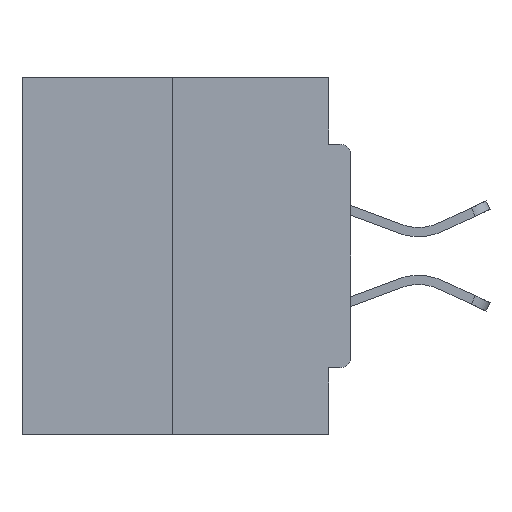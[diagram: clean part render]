
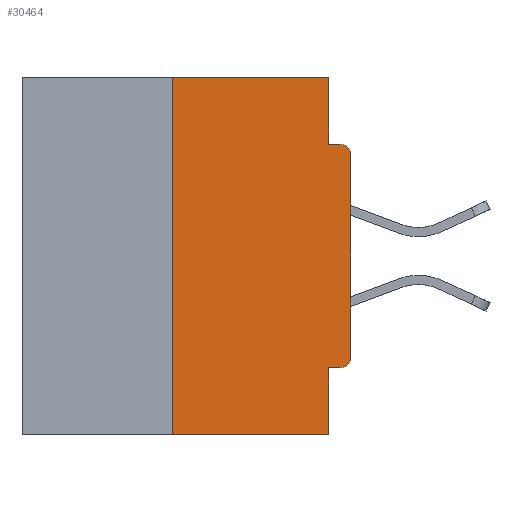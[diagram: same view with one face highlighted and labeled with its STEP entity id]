
A CAD part, left-side view. The second image highlights one B-rep face of the part: STEP entity #30464.
In plain terms, the highlighted planar face has unit normal (-1, 0, 0).
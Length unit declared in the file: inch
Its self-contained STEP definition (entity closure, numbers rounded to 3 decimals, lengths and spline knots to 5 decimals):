
#234 = VERTEX_POINT ( 'NONE', #19694 ) ;
#244 = DIRECTION ( 'NONE',  ( 0., 0., 1. ) ) ;
#611 = VERTEX_POINT ( 'NONE', #11606 ) ;
#819 = VECTOR ( 'NONE', #244, 39.37008 ) ;
#1120 = ORIENTED_EDGE ( 'NONE', *, *, #10138, .T. ) ;
#1638 = DIRECTION ( 'NONE',  ( 1., 0., 0. ) ) ;
#1746 = LINE ( 'NONE', #19115, #19045 ) ;
#2433 = VERTEX_POINT ( 'NONE', #16736 ) ;
#3528 = EDGE_CURVE ( 'NONE', #19886, #18633, #4820, .T. ) ;
#4038 = LINE ( 'NONE', #9202, #21086 ) ;
#4414 = DIRECTION ( 'NONE',  ( 0., -1., 0. ) ) ;
#4596 = LINE ( 'NONE', #7402, #26847 ) ;
#4740 = LINE ( 'NONE', #27537, #819 ) ;
#4820 = LINE ( 'NONE', #19389, #31616 ) ;
#5670 = EDGE_CURVE ( 'NONE', #20268, #15816, #4596, .T. ) ;
#5710 = ORIENTED_EDGE ( 'NONE', *, *, #19117, .T. ) ;
#6312 = ORIENTED_EDGE ( 'NONE', *, *, #29685, .F. ) ;
#6440 = CARTESIAN_POINT ( 'NONE',  ( 0., 0.031, -0.5 ) ) ;
#6531 = DIRECTION ( 'NONE',  ( 0., 0., -1. ) ) ;
#6623 = DIRECTION ( 'NONE',  ( -1., 0., 0. ) ) ;
#6706 = LINE ( 'NONE', #20058, #29474 ) ;
#7170 = CARTESIAN_POINT ( 'NONE',  ( 0., 0.031, 0. ) ) ;
#7287 = ORIENTED_EDGE ( 'NONE', *, *, #23058, .T. ) ;
#7402 = CARTESIAN_POINT ( 'NONE',  ( 0., 0.031, -0.5 ) ) ;
#8638 = CARTESIAN_POINT ( 'NONE',  ( 0., 0.015, -0.0935 ) ) ;
#9202 = CARTESIAN_POINT ( 'NONE',  ( 0., 0.46, -0.5 ) ) ;
#9480 = DIRECTION ( 'NONE',  ( 0., -1., 0. ) ) ;
#9570 = CIRCLE ( 'NONE', #26421, 0.015 ) ;
#9986 = DIRECTION ( 'NONE',  ( 0., 1., 0. ) ) ;
#10138 = EDGE_CURVE ( 'NONE', #234, #15816, #4038, .T. ) ;
#11602 = AXIS2_PLACEMENT_3D ( 'NONE', #26925, #1638, #19832 ) ;
#11606 = CARTESIAN_POINT ( 'NONE',  ( 0., 0.25, 0. ) ) ;
#11924 = DIRECTION ( 'NONE',  ( 0., 0., -1. ) ) ;
#12641 = VECTOR ( 'NONE', #9986, 39.37008 ) ;
#13290 = CARTESIAN_POINT ( 'NONE',  ( 0., 0.031, -0.4065 ) ) ;
#13499 = ORIENTED_EDGE ( 'NONE', *, *, #18544, .F. ) ;
#13622 = DIRECTION ( 'NONE',  ( 0., 0., 1. ) ) ;
#13877 = EDGE_LOOP ( 'NONE', ( #6312, #23382, #1120, #20964, #13499, #5710, #7287, #31587, #32276, #27212 ) ) ;
#15108 = LINE ( 'NONE', #17443, #12641 ) ;
#15321 = CARTESIAN_POINT ( 'NONE',  ( 0., 0., -0.1085 ) ) ;
#15816 = VERTEX_POINT ( 'NONE', #6440 ) ;
#15959 = LINE ( 'NONE', #31130, #26962 ) ;
#16736 = CARTESIAN_POINT ( 'NONE',  ( 0., 0., -0.3915 ) ) ;
#16865 = VERTEX_POINT ( 'NONE', #7170 ) ;
#17439 = DIRECTION ( 'NONE',  ( -1., 0., 0. ) ) ;
#17443 = CARTESIAN_POINT ( 'NONE',  ( 0., 0., -0.4065 ) ) ;
#18008 = VERTEX_POINT ( 'NONE', #15321 ) ;
#18463 = AXIS2_PLACEMENT_3D ( 'NONE', #24479, #6623, #11924 ) ;
#18544 = EDGE_CURVE ( 'NONE', #29694, #20268, #15108, .T. ) ;
#18633 = VERTEX_POINT ( 'NONE', #8638 ) ;
#19045 = VECTOR ( 'NONE', #6531, 39.37008 ) ;
#19115 = CARTESIAN_POINT ( 'NONE',  ( 0., 0.031, 0. ) ) ;
#19117 = EDGE_CURVE ( 'NONE', #29694, #2433, #24813, .T. ) ;
#19290 = DIRECTION ( 'NONE',  ( 0., -1., 0. ) ) ;
#19302 = CARTESIAN_POINT ( 'NONE',  ( 0., 0.015, -0.4065 ) ) ;
#19389 = CARTESIAN_POINT ( 'NONE',  ( 0., 0., -0.0935 ) ) ;
#19683 = PLANE ( 'NONE',  #11602 ) ;
#19694 = CARTESIAN_POINT ( 'NONE',  ( 0., 0.25, -0.5 ) ) ;
#19832 = DIRECTION ( 'NONE',  ( 0., 0., -1. ) ) ;
#19886 = VERTEX_POINT ( 'NONE', #26024 ) ;
#19909 = DIRECTION ( 'NONE',  ( 0., 0., -1. ) ) ;
#20058 = CARTESIAN_POINT ( 'NONE',  ( 0., 0.46, 0. ) ) ;
#20268 = VERTEX_POINT ( 'NONE', #13290 ) ;
#20964 = ORIENTED_EDGE ( 'NONE', *, *, #5670, .F. ) ;
#21086 = VECTOR ( 'NONE', #19290, 39.37008 ) ;
#22127 = DIRECTION ( 'NONE',  ( 0., 0., -1. ) ) ;
#23058 = EDGE_CURVE ( 'NONE', #2433, #18008, #4740, .T. ) ;
#23382 = ORIENTED_EDGE ( 'NONE', *, *, #31351, .F. ) ;
#24479 = CARTESIAN_POINT ( 'NONE',  ( 0., 0.015, -0.3915 ) ) ;
#24813 = CIRCLE ( 'NONE', #18463, 0.015 ) ;
#26024 = CARTESIAN_POINT ( 'NONE',  ( 0., 0.031, -0.0935 ) ) ;
#26421 = AXIS2_PLACEMENT_3D ( 'NONE', #30128, #17439, #19909 ) ;
#26847 = VECTOR ( 'NONE', #22127, 39.37008 ) ;
#26925 = CARTESIAN_POINT ( 'NONE',  ( 0., 0.46, 0. ) ) ;
#26962 = VECTOR ( 'NONE', #13622, 39.37008 ) ;
#27212 = ORIENTED_EDGE ( 'NONE', *, *, #31577, .F. ) ;
#27394 = FACE_OUTER_BOUND ( 'NONE', #13877, .T. ) ;
#27537 = CARTESIAN_POINT ( 'NONE',  ( 0., 0., 0. ) ) ;
#29474 = VECTOR ( 'NONE', #4414, 39.37008 ) ;
#29685 = EDGE_CURVE ( 'NONE', #611, #16865, #6706, .T. ) ;
#29694 = VERTEX_POINT ( 'NONE', #19302 ) ;
#30128 = CARTESIAN_POINT ( 'NONE',  ( 0., 0.015, -0.1085 ) ) ;
#30464 = ADVANCED_FACE ( 'NONE', ( #27394 ), #19683, .F. ) ;
#31130 = CARTESIAN_POINT ( 'NONE',  ( 0., 0.25, 0. ) ) ;
#31351 = EDGE_CURVE ( 'NONE', #234, #611, #15959, .T. ) ;
#31577 = EDGE_CURVE ( 'NONE', #16865, #19886, #1746, .T. ) ;
#31587 = ORIENTED_EDGE ( 'NONE', *, *, #31722, .T. ) ;
#31616 = VECTOR ( 'NONE', #9480, 39.37008 ) ;
#31722 = EDGE_CURVE ( 'NONE', #18008, #18633, #9570, .T. ) ;
#32276 = ORIENTED_EDGE ( 'NONE', *, *, #3528, .F. ) ;
